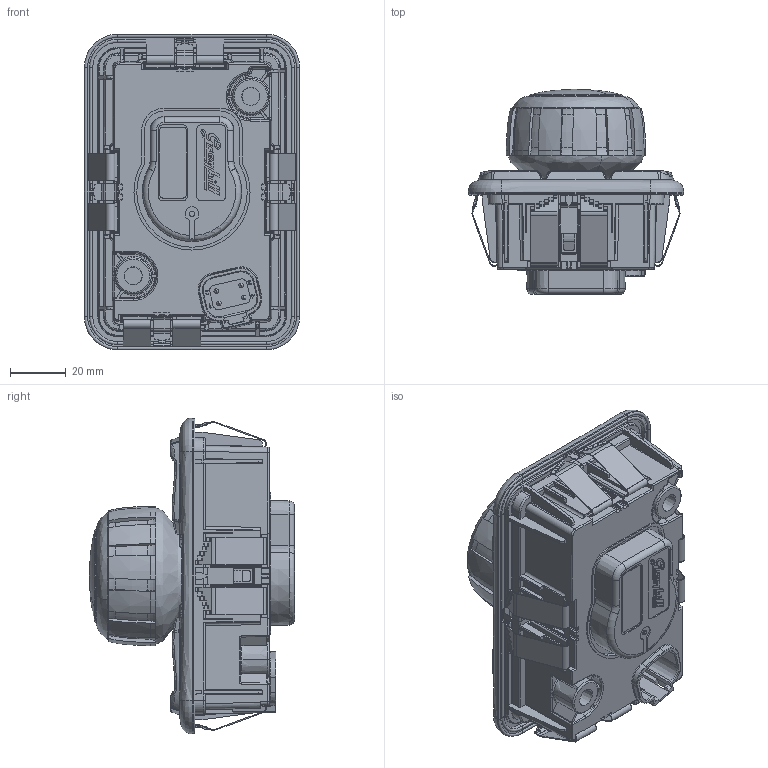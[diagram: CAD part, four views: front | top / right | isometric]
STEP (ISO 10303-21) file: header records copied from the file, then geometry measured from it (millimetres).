
FILE_DESCRIPTION((''),'2;1');
FILE_NAME('3JX115-G2-100X_SW0001','2017-11-17T',('dburns'),(''),'PRO/ENGINEER BY PARAMETRIC TECHNOLOGY CORPORATION, 2016100','PRO/ENGINEER BY PARAMETRIC TECHNOLOGY CORPORATION, 2016100','');
FILE_SCHEMA(('CONFIG_CONTROL_DESIGN'));
Products named in the file (1): 3JX115-G2-100X_SW0001
Bounding box: 77 x 73.33 x 113 mm (x, y, z)
Volume: 244219.9 mm3; surface area: 59462 mm2
Topology: 1 solids, 2 shells, 2951 faces, 8076 edges, 5156 vertices
Faces by surface type: plane 1520, cylinder 761, bspline 311, torus 127, cone 126, revolution 48, sphere 46, extrusion 12
Entity records: 178359 total; most frequent: CARTESIAN_POINT 48736, ORIENTED_EDGE 16126, DIRECTION 13515, PRESENTATION_STYLE_ASSIGNMENT 11010, STYLED_ITEM 8124, CURVE_STYLE 8123, EDGE_CURVE 8063, FILL_AREA_STYLE_COLOUR 5497
